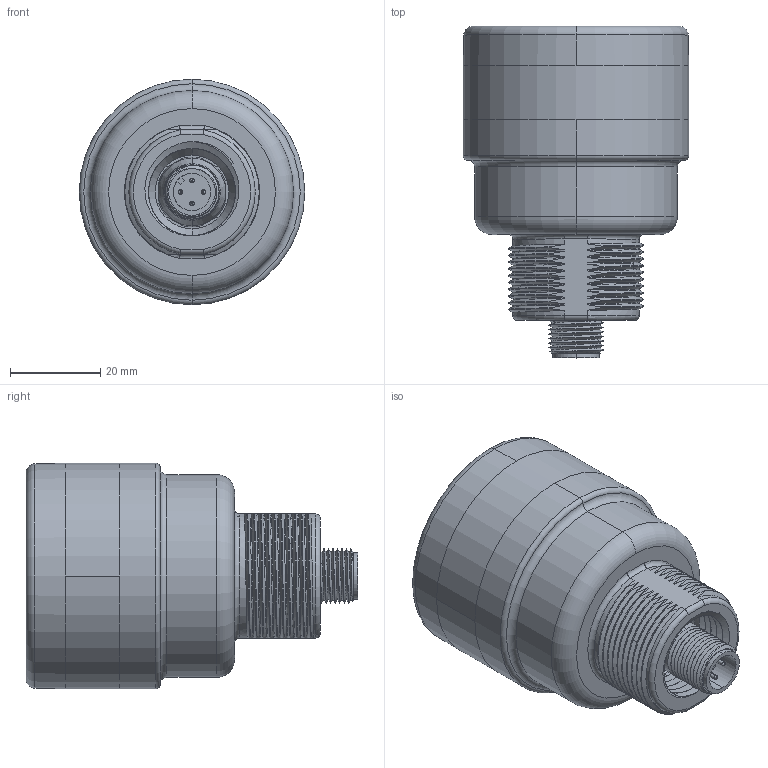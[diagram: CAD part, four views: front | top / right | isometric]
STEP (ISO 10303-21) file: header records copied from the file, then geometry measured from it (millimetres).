
FILE_DESCRIPTION((''),'2;1');
FILE_NAME('160273_ASM','2014-06-26T',('pdmadmin'),(''),'PRO/ENGINEER BY PARAMETRIC TECHNOLOGY CORPORATION, 2013230','PRO/ENGINEER BY PARAMETRIC TECHNOLOGY CORPORATION, 2013230','');
FILE_SCHEMA(('CONFIG_CONTROL_DESIGN'));
Products named in the file (6): 159072; 141960; 08427_NO_ORING; 158231_WEB; 158946; 160273_ASM
Assembly tree (5 placements, depth 2):
  160273_ASM
    159072
    141960
    08427_NO_ORING
    158231_WEB
    158946
Bounding box: 50 x 73.55 x 50 mm (x, y, z)
Volume: 37257.1 mm3; surface area: 36245.4 mm2
Topology: 5 solids, 5 shells, 526 faces, 1336 edges, 859 vertices
Faces by surface type: cylinder 205, plane 123, bspline 110, cone 54, torus 34
Entity records: 45754 total; most frequent: CARTESIAN_POINT 33729, ORIENTED_EDGE 2672, DIRECTION 2179, EDGE_CURVE 1336, VERTEX_POINT 859, AXIS2_PLACEMENT_3D 847, EDGE_LOOP 571, FACE_OUTER_BOUND 526
